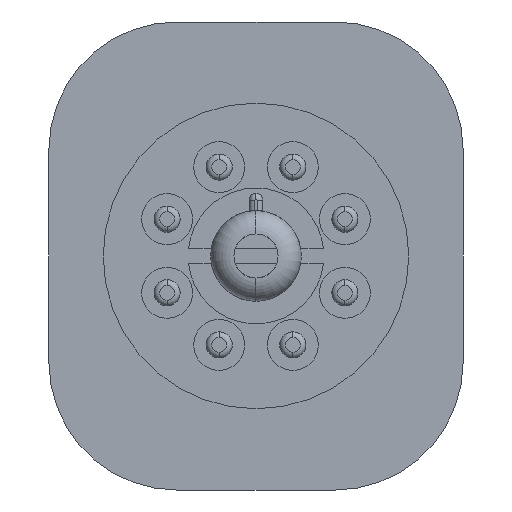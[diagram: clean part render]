
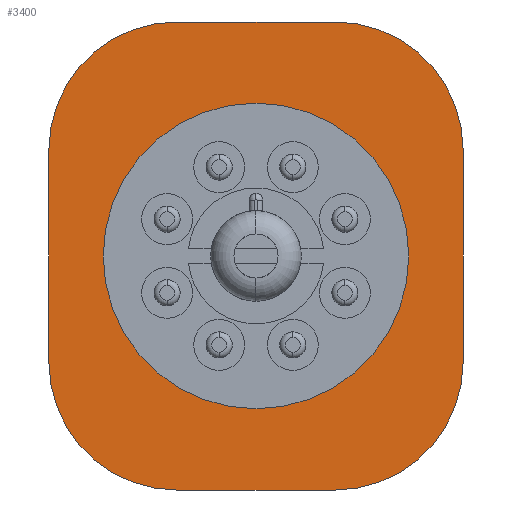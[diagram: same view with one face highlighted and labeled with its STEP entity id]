
A CAD part, front view. The second image highlights one B-rep face of the part: STEP entity #3400.
In plain terms, the highlighted planar face has unit normal (0, -1, 0).
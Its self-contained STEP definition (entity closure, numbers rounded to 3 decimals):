
#61 = DIRECTION ( 'NONE',  ( 0., 0., -1. ) ) ;
#117 = CIRCLE ( 'NONE', #5954, 13.5 ) ;
#167 = AXIS2_PLACEMENT_3D ( 'NONE', #14323, #7245, #61 ) ;
#706 = AXIS2_PLACEMENT_3D ( 'NONE', #3846, #3793, #3742 ) ;
#1308 = AXIS2_PLACEMENT_3D ( 'NONE', #9591, #2459, #10807 ) ;
#1350 = EDGE_CURVE ( 'NONE', #7806, #12264, #1802, .T. ) ;
#1410 = CARTESIAN_POINT ( 'NONE',  ( -6.999, -26.5, -9.376 ) ) ;
#1585 = CARTESIAN_POINT ( 'NONE',  ( -18.299, -26.5, -9.376 ) ) ;
#1802 = CIRCLE ( 'NONE', #706, 13.5 ) ;
#2164 = CIRCLE ( 'NONE', #167, 11.3 ) ;
#2323 = CARTESIAN_POINT ( 'NONE',  ( 0., -26.5, 0. ) ) ;
#2366 = EDGE_CURVE ( 'NONE', #4956, #11951, #13814, .T. ) ;
#2459 = DIRECTION ( 'NONE',  ( 0., -1., 0. ) ) ;
#2610 = CARTESIAN_POINT ( 'NONE',  ( 0., -26.5, 13.5 ) ) ;
#2620 = DIRECTION ( 'NONE',  ( 0., 0., 1. ) ) ;
#2685 = CARTESIAN_POINT ( 'NONE',  ( 7.001, -26.5, -20.676 ) ) ;
#3061 = PLANE ( 'NONE',  #8638 ) ;
#3139 = VECTOR ( 'NONE', #11013, 1000. ) ;
#3400 = ADVANCED_FACE ( 'NONE', ( #14851, #11349 ), #3061, .F. ) ;
#3538 = DIRECTION ( 'NONE',  ( 0., 0., 1. ) ) ;
#3557 = EDGE_CURVE ( 'NONE', #12264, #7806, #117, .T. ) ;
#3570 = DIRECTION ( 'NONE',  ( -1., 0., 0. ) ) ;
#3742 = DIRECTION ( 'NONE',  ( 0., 0., 1. ) ) ;
#3769 = EDGE_CURVE ( 'NONE', #14700, #4956, #9464, .T. ) ;
#3793 = DIRECTION ( 'NONE',  ( 0., -1., 0. ) ) ;
#3846 = CARTESIAN_POINT ( 'NONE',  ( 0., -26.5, 0. ) ) ;
#3914 = CARTESIAN_POINT ( 'NONE',  ( -6.999, -26.5, -20.676 ) ) ;
#4040 = CARTESIAN_POINT ( 'NONE',  ( 0., -26.5, -13.5 ) ) ;
#4321 = CARTESIAN_POINT ( 'NONE',  ( -7., -26.5, -9.375 ) ) ;
#4402 = CIRCLE ( 'NONE', #7699, 11.3 ) ;
#4874 = LINE ( 'NONE', #10086, #8047 ) ;
#4956 = VERTEX_POINT ( 'NONE', #12037 ) ;
#5104 = EDGE_LOOP ( 'NONE', ( #9633, #8982 ) ) ;
#5142 = LINE ( 'NONE', #1585, #11090 ) ;
#5296 = DIRECTION ( 'NONE',  ( 0., -1., 0. ) ) ;
#5400 = EDGE_CURVE ( 'NONE', #6428, #14700, #12497, .T. ) ;
#5537 = DIRECTION ( 'NONE',  ( 0., 0., 1. ) ) ;
#5650 = CARTESIAN_POINT ( 'NONE',  ( -6.999, -26.5, 20.674 ) ) ;
#5846 = AXIS2_PLACEMENT_3D ( 'NONE', #1410, #9734, #2620 ) ;
#5954 = AXIS2_PLACEMENT_3D ( 'NONE', #2323, #10660, #3538 ) ;
#6428 = VERTEX_POINT ( 'NONE', #12691 ) ;
#7017 = CARTESIAN_POINT ( 'NONE',  ( -18.299, -26.5, 9.374 ) ) ;
#7245 = DIRECTION ( 'NONE',  ( 0., -1., 0. ) ) ;
#7699 = AXIS2_PLACEMENT_3D ( 'NONE', #12392, #5296, #13590 ) ;
#7806 = VERTEX_POINT ( 'NONE', #2610 ) ;
#8047 = VECTOR ( 'NONE', #10297, 1000. ) ;
#8564 = EDGE_CURVE ( 'NONE', #9012, #6428, #5142, .T. ) ;
#8638 = AXIS2_PLACEMENT_3D ( 'NONE', #4321, #12644, #5537 ) ;
#8982 = ORIENTED_EDGE ( 'NONE', *, *, #3557, .F. ) ;
#9012 = VERTEX_POINT ( 'NONE', #7017 ) ;
#9464 = LINE ( 'NONE', #2685, #3139 ) ;
#9591 = CARTESIAN_POINT ( 'NONE',  ( 7.001, -26.5, -9.376 ) ) ;
#9633 = ORIENTED_EDGE ( 'NONE', *, *, #1350, .F. ) ;
#9734 = DIRECTION ( 'NONE',  ( 0., -1., 0. ) ) ;
#9975 = CARTESIAN_POINT ( 'NONE',  ( 7.001, -26.5, 20.674 ) ) ;
#10086 = CARTESIAN_POINT ( 'NONE',  ( 18.301, -26.5, -9.376 ) ) ;
#10181 = VECTOR ( 'NONE', #3570, 1000. ) ;
#10285 = ORIENTED_EDGE ( 'NONE', *, *, #3769, .T. ) ;
#10297 = DIRECTION ( 'NONE',  ( 0., 0., 1. ) ) ;
#10659 = EDGE_CURVE ( 'NONE', #12158, #13644, #4402, .T. ) ;
#10660 = DIRECTION ( 'NONE',  ( 0., -1., 0. ) ) ;
#10807 = DIRECTION ( 'NONE',  ( 0., 0., -1. ) ) ;
#10950 = EDGE_CURVE ( 'NONE', #12737, #9012, #2164, .T. ) ;
#11013 = DIRECTION ( 'NONE',  ( 1., 0., 0. ) ) ;
#11090 = VECTOR ( 'NONE', #11120, 1000. ) ;
#11111 = CARTESIAN_POINT ( 'NONE',  ( 18.301, -26.5, 9.374 ) ) ;
#11120 = DIRECTION ( 'NONE',  ( 0., 0., -1. ) ) ;
#11349 = FACE_BOUND ( 'NONE', #5104, .T. ) ;
#11354 = ORIENTED_EDGE ( 'NONE', *, *, #5400, .T. ) ;
#11879 = ORIENTED_EDGE ( 'NONE', *, *, #8564, .T. ) ;
#11951 = VERTEX_POINT ( 'NONE', #14348 ) ;
#12037 = CARTESIAN_POINT ( 'NONE',  ( 7.001, -26.5, -20.676 ) ) ;
#12074 = ORIENTED_EDGE ( 'NONE', *, *, #10950, .T. ) ;
#12158 = VERTEX_POINT ( 'NONE', #11111 ) ;
#12264 = VERTEX_POINT ( 'NONE', #4040 ) ;
#12392 = CARTESIAN_POINT ( 'NONE',  ( 7.001, -26.5, 9.374 ) ) ;
#12436 = ORIENTED_EDGE ( 'NONE', *, *, #13316, .T. ) ;
#12483 = ORIENTED_EDGE ( 'NONE', *, *, #10659, .T. ) ;
#12497 = CIRCLE ( 'NONE', #5846, 11.3 ) ;
#12611 = LINE ( 'NONE', #15322, #10181 ) ;
#12644 = DIRECTION ( 'NONE',  ( 0., 1., 0. ) ) ;
#12691 = CARTESIAN_POINT ( 'NONE',  ( -18.299, -26.5, -9.376 ) ) ;
#12707 = EDGE_LOOP ( 'NONE', ( #13407, #13016, #12483, #12436, #12074, #11879, #11354, #10285 ) ) ;
#12737 = VERTEX_POINT ( 'NONE', #5650 ) ;
#13016 = ORIENTED_EDGE ( 'NONE', *, *, #15383, .T. ) ;
#13316 = EDGE_CURVE ( 'NONE', #13644, #12737, #12611, .T. ) ;
#13407 = ORIENTED_EDGE ( 'NONE', *, *, #2366, .T. ) ;
#13590 = DIRECTION ( 'NONE',  ( 0., 0., -1. ) ) ;
#13644 = VERTEX_POINT ( 'NONE', #9975 ) ;
#13814 = CIRCLE ( 'NONE', #1308, 11.3 ) ;
#14323 = CARTESIAN_POINT ( 'NONE',  ( -6.999, -26.5, 9.374 ) ) ;
#14348 = CARTESIAN_POINT ( 'NONE',  ( 18.301, -26.5, -9.376 ) ) ;
#14700 = VERTEX_POINT ( 'NONE', #3914 ) ;
#14851 = FACE_OUTER_BOUND ( 'NONE', #12707, .T. ) ;
#15322 = CARTESIAN_POINT ( 'NONE',  ( 7.001, -26.5, 20.674 ) ) ;
#15383 = EDGE_CURVE ( 'NONE', #11951, #12158, #4874, .T. ) ;
